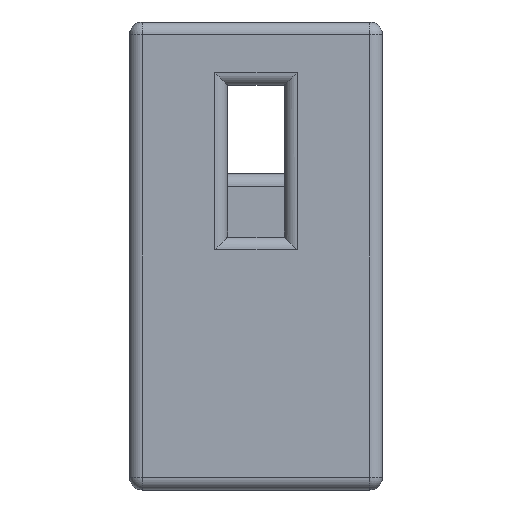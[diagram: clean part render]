
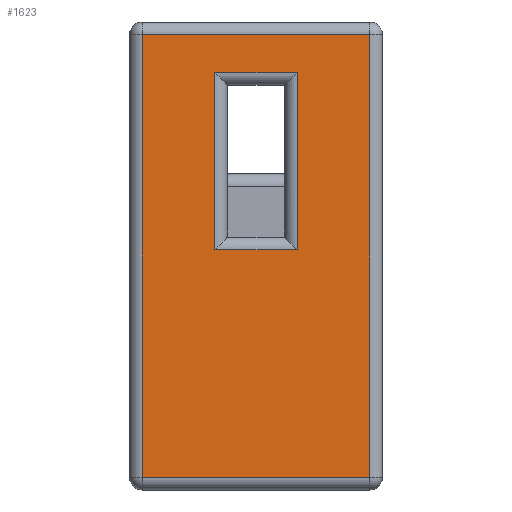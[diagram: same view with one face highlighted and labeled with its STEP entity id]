
A CAD part, front view. The second image highlights one B-rep face of the part: STEP entity #1623.
In plain terms, the highlighted planar face has unit normal (0, -1, 0).
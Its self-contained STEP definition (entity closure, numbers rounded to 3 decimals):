
#46=FACE_BOUND('',#338,.T.);
#130=PLANE('',#1835);
#221=FACE_OUTER_BOUND('',#337,.T.);
#337=EDGE_LOOP('',(#1355,#1356,#1357,#1358));
#338=EDGE_LOOP('',(#1359,#1360,#1361,#1362));
#465=LINE('',#2686,#596);
#466=LINE('',#2694,#597);
#468=LINE('',#2714,#599);
#470=LINE('',#2717,#601);
#496=LINE('',#2789,#627);
#497=LINE('',#2791,#628);
#498=LINE('',#2793,#629);
#499=LINE('',#2794,#630);
#596=VECTOR('',#2168,10.);
#597=VECTOR('',#2179,10.);
#599=VECTOR('',#2205,10.);
#601=VECTOR('',#2209,10.);
#627=VECTOR('',#2303,10.);
#628=VECTOR('',#2304,10.);
#629=VECTOR('',#2305,10.);
#630=VECTOR('',#2306,10.);
#739=VERTEX_POINT('',#2662);
#744=VERTEX_POINT('',#2682);
#745=VERTEX_POINT('',#2688);
#752=VERTEX_POINT('',#2710);
#763=VERTEX_POINT('',#2787);
#764=VERTEX_POINT('',#2788);
#765=VERTEX_POINT('',#2790);
#766=VERTEX_POINT('',#2792);
#920=EDGE_CURVE('',#739,#744,#465,.T.);
#924=EDGE_CURVE('',#745,#739,#466,.T.);
#934=EDGE_CURVE('',#744,#752,#468,.T.);
#936=EDGE_CURVE('',#752,#745,#470,.T.);
#970=EDGE_CURVE('',#763,#764,#496,.T.);
#971=EDGE_CURVE('',#765,#763,#497,.T.);
#972=EDGE_CURVE('',#766,#765,#498,.T.);
#973=EDGE_CURVE('',#764,#766,#499,.T.);
#1355=ORIENTED_EDGE('',*,*,#920,.F.);
#1356=ORIENTED_EDGE('',*,*,#924,.F.);
#1357=ORIENTED_EDGE('',*,*,#936,.F.);
#1358=ORIENTED_EDGE('',*,*,#934,.F.);
#1359=ORIENTED_EDGE('',*,*,#970,.F.);
#1360=ORIENTED_EDGE('',*,*,#971,.F.);
#1361=ORIENTED_EDGE('',*,*,#972,.F.);
#1362=ORIENTED_EDGE('',*,*,#973,.F.);
#1623=ADVANCED_FACE('',(#221,#46),#130,.F.);
#1835=AXIS2_PLACEMENT_3D('',#2786,#2301,#2302);
#2168=DIRECTION('',(-1.,0.,0.));
#2179=DIRECTION('',(0.,0.,-1.));
#2205=DIRECTION('',(0.,0.,1.));
#2209=DIRECTION('',(1.,0.,0.));
#2301=DIRECTION('center_axis',(0.,1.,0.));
#2302=DIRECTION('ref_axis',(-1.,0.,0.));
#2303=DIRECTION('',(0.,0.,1.));
#2304=DIRECTION('',(1.,0.,0.));
#2305=DIRECTION('',(0.,0.,-1.));
#2306=DIRECTION('',(-1.,0.,0.));
#2662=CARTESIAN_POINT('',(9.,-39.8,1.));
#2682=CARTESIAN_POINT('',(-9.,-39.8,1.));
#2686=CARTESIAN_POINT('',(5.,-39.8,1.));
#2688=CARTESIAN_POINT('',(9.,-39.8,36.));
#2694=CARTESIAN_POINT('',(9.,-39.8,11.25));
#2710=CARTESIAN_POINT('',(-9.,-39.8,36.));
#2714=CARTESIAN_POINT('',(-9.,-39.8,3.75));
#2717=CARTESIAN_POINT('',(0.,-39.8,36.));
#2786=CARTESIAN_POINT('Origin',(0.,-39.8,7.5));
#2787=CARTESIAN_POINT('',(3.25,-39.8,19.));
#2788=CARTESIAN_POINT('',(3.25,-39.8,33.));
#2789=CARTESIAN_POINT('',(3.25,-39.8,19.75));
#2790=CARTESIAN_POINT('',(-3.25,-39.8,19.));
#2791=CARTESIAN_POINT('',(1.125,-39.8,19.));
#2792=CARTESIAN_POINT('',(-3.25,-39.8,33.));
#2793=CARTESIAN_POINT('',(-3.25,-39.8,13.75));
#2794=CARTESIAN_POINT('',(-1.125,-39.8,33.));
